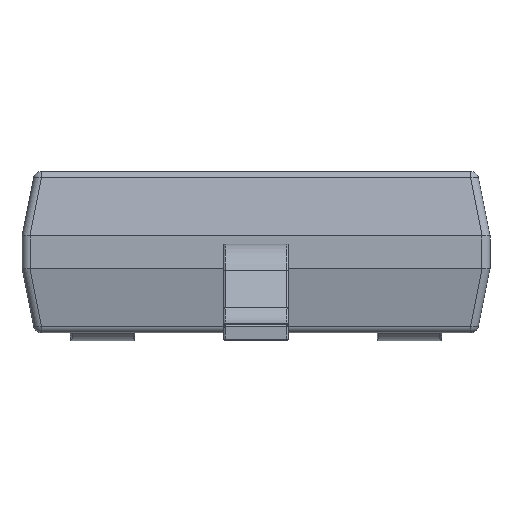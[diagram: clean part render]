
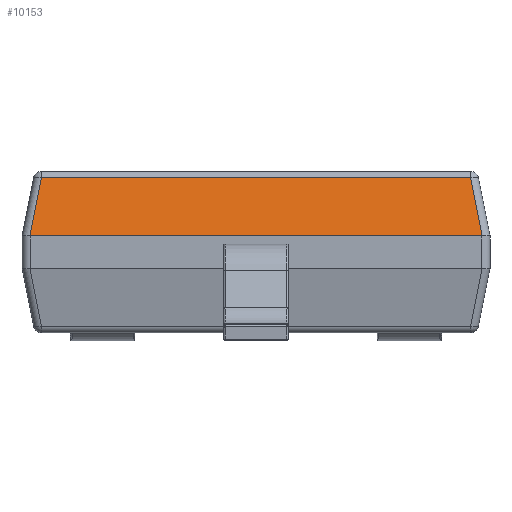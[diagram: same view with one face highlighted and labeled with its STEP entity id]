
A CAD part, left-side view. The second image highlights one B-rep face of the part: STEP entity #10153.
In plain terms, the highlighted planar face has unit normal (-0.981, 0, 0.196).
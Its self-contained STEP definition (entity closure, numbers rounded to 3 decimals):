
#256=(
BOUNDED_CURVE()
B_SPLINE_CURVE(3,(#15146,#15147,#15148,#15149),.UNSPECIFIED.,.F.,.F.)
B_SPLINE_CURVE_WITH_KNOTS((4,4),(6.264,6.283),
 .UNSPECIFIED.)
CURVE()
GEOMETRIC_REPRESENTATION_ITEM()
RATIONAL_B_SPLINE_CURVE((1.,1.,1.,1.))
REPRESENTATION_ITEM('')
);
#257=(
BOUNDED_CURVE()
B_SPLINE_CURVE(3,(#15151,#15152,#15153,#15154),.UNSPECIFIED.,.F.,.F.)
B_SPLINE_CURVE_WITH_KNOTS((4,4),(0.,0.019),
 .UNSPECIFIED.)
CURVE()
GEOMETRIC_REPRESENTATION_ITEM()
RATIONAL_B_SPLINE_CURVE((1.,1.,1.,1.))
REPRESENTATION_ITEM('')
);
#653=PLANE('',#10783);
#951=FACE_OUTER_BOUND('',#1556,.T.);
#1556=EDGE_LOOP('',(#6738,#6739,#6740,#6741,#6742,#6743));
#2229=LINE('',#15031,#3154);
#2263=LINE('',#15145,#3188);
#2264=LINE('',#15156,#3189);
#2265=LINE('',#15157,#3190);
#3154=VECTOR('',#11554,1.);
#3188=VECTOR('',#11620,1.);
#3189=VECTOR('',#11621,1.);
#3190=VECTOR('',#11622,1.);
#4310=VERTEX_POINT('',#15029);
#4311=VERTEX_POINT('',#15030);
#4350=VERTEX_POINT('',#15143);
#4351=VERTEX_POINT('',#15144);
#4352=VERTEX_POINT('',#15150);
#4353=VERTEX_POINT('',#15155);
#5229=EDGE_CURVE('',#4310,#4311,#2229,.T.);
#5275=EDGE_CURVE('',#4350,#4351,#2263,.T.);
#5276=EDGE_CURVE('',#4351,#4311,#256,.T.);
#5277=EDGE_CURVE('',#4310,#4352,#257,.T.);
#5278=EDGE_CURVE('',#4352,#4353,#2264,.T.);
#5279=EDGE_CURVE('',#4353,#4350,#2265,.T.);
#6738=ORIENTED_EDGE('',*,*,#5275,.T.);
#6739=ORIENTED_EDGE('',*,*,#5276,.T.);
#6740=ORIENTED_EDGE('',*,*,#5229,.F.);
#6741=ORIENTED_EDGE('',*,*,#5277,.T.);
#6742=ORIENTED_EDGE('',*,*,#5278,.T.);
#6743=ORIENTED_EDGE('',*,*,#5279,.T.);
#10153=ADVANCED_FACE('',(#951),#653,.T.);
#10783=AXIS2_PLACEMENT_3D('',#15142,#11618,#11619);
#11554=DIRECTION('',(0.,1.,0.));
#11618=DIRECTION('center_axis',(-0.981,0.,
0.196));
#11619=DIRECTION('ref_axis',(0.,1.,0.));
#11620=DIRECTION('',(-0.192,0.192,-0.962));
#11621=DIRECTION('',(0.192,0.192,0.962));
#11622=DIRECTION('',(0.,1.,0.));
#15029=CARTESIAN_POINT('',(-0.649,-1.397,0.648));
#15030=CARTESIAN_POINT('',(-0.649,1.397,0.648));
#15031=CARTESIAN_POINT('',(-0.649,1.447,0.648));
#15142=CARTESIAN_POINT('Origin',(-0.569,0.,1.047));
#15143=CARTESIAN_POINT('',(-0.577,1.326,1.007));
#15144=CARTESIAN_POINT('',(-0.649,1.398,0.648));
#15145=CARTESIAN_POINT('',(-0.52,1.269,1.291));
#15146=CARTESIAN_POINT('Ctrl Pts',(-0.649,1.398,0.648));
#15147=CARTESIAN_POINT('Ctrl Pts',(-0.649,1.397,0.648));
#15148=CARTESIAN_POINT('Ctrl Pts',(-0.649,1.397,0.648));
#15149=CARTESIAN_POINT('Ctrl Pts',(-0.649,1.397,0.648));
#15150=CARTESIAN_POINT('',(-0.649,-1.398,0.648));
#15151=CARTESIAN_POINT('Ctrl Pts',(-0.649,-1.397,0.648));
#15152=CARTESIAN_POINT('Ctrl Pts',(-0.649,-1.397,0.648));
#15153=CARTESIAN_POINT('Ctrl Pts',(-0.649,-1.398,0.648));
#15154=CARTESIAN_POINT('Ctrl Pts',(-0.649,-1.398,0.648));
#15155=CARTESIAN_POINT('',(-0.577,-1.326,1.007));
#15156=CARTESIAN_POINT('',(-0.52,-1.269,1.291));
#15157=CARTESIAN_POINT('',(-0.577,0.,1.007));
